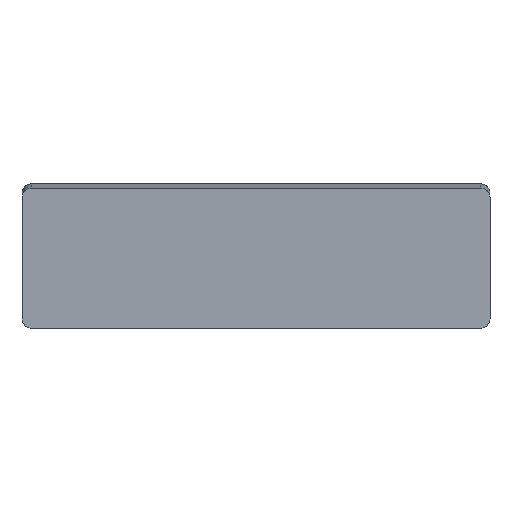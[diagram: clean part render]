
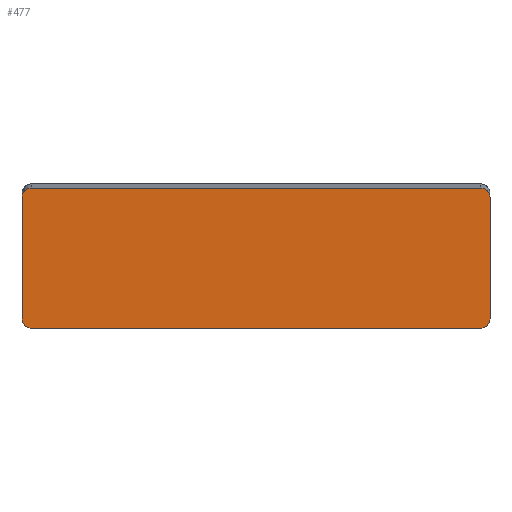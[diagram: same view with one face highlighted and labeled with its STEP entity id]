
A CAD part, front view. The second image highlights one B-rep face of the part: STEP entity #477.
In plain terms, the highlighted planar face has unit normal (0, -0.999, -0.044).
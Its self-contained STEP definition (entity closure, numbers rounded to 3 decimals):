
#303=FACE_OUTER_BOUND('',#1108,.T.);
#477=ADVANCED_FACE('',(#303),#655,.F.);
#655=PLANE('',#3368);
#775=LINE('',#4342,#910);
#795=LINE('',#4595,#930);
#796=LINE('',#4607,#931);
#797=LINE('',#4632,#932);
#910=VECTOR('',#3490,1.);
#930=VECTOR('',#3514,1.);
#931=VECTOR('',#3517,1.);
#932=VECTOR('',#3520,1.);
#1108=EDGE_LOOP('',(#1427,#1428,#1429,#1430,#1431,#1432,#1433,#1434));
#1427=ORIENTED_EDGE('',*,*,#2633,.F.);
#1428=ORIENTED_EDGE('',*,*,#2680,.T.);
#1429=ORIENTED_EDGE('',*,*,#2677,.F.);
#1430=ORIENTED_EDGE('',*,*,#2681,.T.);
#1431=ORIENTED_EDGE('',*,*,#2674,.F.);
#1432=ORIENTED_EDGE('',*,*,#2682,.T.);
#1433=ORIENTED_EDGE('',*,*,#2683,.F.);
#1434=ORIENTED_EDGE('',*,*,#2684,.T.);
#2315=VERTEX_POINT('',#4341);
#2316=VERTEX_POINT('',#4343);
#2355=VERTEX_POINT('',#4596);
#2356=VERTEX_POINT('',#4597);
#2357=VERTEX_POINT('',#4608);
#2358=VERTEX_POINT('',#4609);
#2359=VERTEX_POINT('',#4631);
#2360=VERTEX_POINT('',#4633);
#2633=EDGE_CURVE('',#2315,#2316,#775,.T.);
#2674=EDGE_CURVE('',#2355,#2356,#795,.T.);
#2677=EDGE_CURVE('',#2357,#2358,#796,.T.);
#2680=EDGE_CURVE('',#2315,#2358,#3126,.T.);
#2681=EDGE_CURVE('',#2357,#2356,#3127,.T.);
#2682=EDGE_CURVE('',#2355,#2359,#3128,.T.);
#2683=EDGE_CURVE('',#2360,#2359,#797,.T.);
#2684=EDGE_CURVE('',#2360,#2316,#3129,.T.);
#3126=B_SPLINE_CURVE_WITH_KNOTS('',3,(#4619,#4620,#4621,#4622),
 .UNSPECIFIED.,.F.,.F.,(4,4),(0.,1.),.UNSPECIFIED.);
#3127=B_SPLINE_CURVE_WITH_KNOTS('',3,(#4623,#4624,#4625,#4626),
 .UNSPECIFIED.,.F.,.F.,(4,4),(0.,1.),.UNSPECIFIED.);
#3128=B_SPLINE_CURVE_WITH_KNOTS('',3,(#4627,#4628,#4629,#4630),
 .UNSPECIFIED.,.F.,.F.,(4,4),(0.,1.),.UNSPECIFIED.);
#3129=B_SPLINE_CURVE_WITH_KNOTS('',3,(#4634,#4635,#4636,#4637),
 .UNSPECIFIED.,.F.,.F.,(4,4),(0.,1.),.UNSPECIFIED.);
#3368=AXIS2_PLACEMENT_3D('',#4638,#3521,#3522);
#3490=DIRECTION('',(-1.,0.,0.));
#3514=DIRECTION('',(1.,0.,0.));
#3517=DIRECTION('',(0.,0.044,-0.999));
#3520=DIRECTION('',(0.,-0.044,0.999));
#3521=DIRECTION('',(0.,0.999,0.044));
#3522=DIRECTION('',(0.,-0.044,0.999));
#4341=CARTESIAN_POINT('',(85.969,-17.722,10.876));
#4342=CARTESIAN_POINT('',(87.969,-17.722,10.876));
#4343=CARTESIAN_POINT('',(-10.031,-17.722,10.876));
#4595=CARTESIAN_POINT('',(62.969,-19.042,40.847));
#4596=CARTESIAN_POINT('',(-10.031,-19.042,40.847));
#4597=CARTESIAN_POINT('',(85.969,-19.042,40.847));
#4607=CARTESIAN_POINT('',(87.969,-19.042,40.847));
#4608=CARTESIAN_POINT('',(87.969,-18.954,38.849));
#4609=CARTESIAN_POINT('',(87.969,-17.81,12.874));
#4619=CARTESIAN_POINT('',(85.969,-17.722,10.876));
#4620=CARTESIAN_POINT('',(87.029,-17.722,10.876));
#4621=CARTESIAN_POINT('',(87.969,-17.763,11.811));
#4622=CARTESIAN_POINT('',(87.969,-17.81,12.874));
#4623=CARTESIAN_POINT('',(87.969,-18.954,38.849));
#4624=CARTESIAN_POINT('',(87.969,-19.001,39.908));
#4625=CARTESIAN_POINT('',(87.034,-19.042,40.847));
#4626=CARTESIAN_POINT('',(85.969,-19.042,40.847));
#4627=CARTESIAN_POINT('',(-10.031,-19.042,40.847));
#4628=CARTESIAN_POINT('',(-11.091,-19.042,40.847));
#4629=CARTESIAN_POINT('',(-12.031,-19.001,39.912));
#4630=CARTESIAN_POINT('',(-12.031,-18.954,38.849));
#4631=CARTESIAN_POINT('',(-12.031,-18.954,38.849));
#4632=CARTESIAN_POINT('',(-12.031,-17.722,10.876));
#4633=CARTESIAN_POINT('',(-12.031,-17.81,12.874));
#4634=CARTESIAN_POINT('',(-12.031,-17.81,12.874));
#4635=CARTESIAN_POINT('',(-12.031,-17.764,11.815));
#4636=CARTESIAN_POINT('',(-11.095,-17.722,10.876));
#4637=CARTESIAN_POINT('',(-10.031,-17.722,10.876));
#4638=CARTESIAN_POINT('',(75.,-17.21,-0.758));
